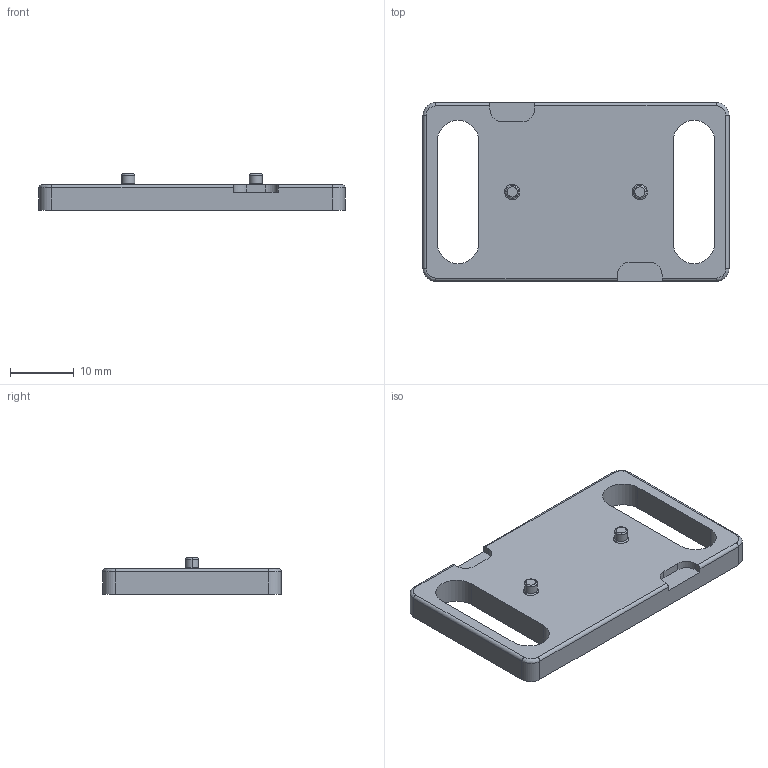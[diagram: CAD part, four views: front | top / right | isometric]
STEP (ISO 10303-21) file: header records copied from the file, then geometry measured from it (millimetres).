
FILE_DESCRIPTION (( 'STEP AP203' ), '1' );
FILE_NAME ('205610100_c_1.STEP', '2022-09-30T01:50:03', ( '' ), ( '' ), 'SwSTEP 2.0', 'SolidWorks 2014', '' );
FILE_SCHEMA (( 'CONFIG_CONTROL_DESIGN' ));
Length unit declared in the file: millimetre
Products named in the file (1): 205610100_c_1
Bounding box: 48 x 28 x 5.7 mm (x, y, z)
Volume: 4206.5 mm3; surface area: 3175 mm2
Topology: 1 solids, 1 shells, 64 faces, 154 edges, 96 vertices
Faces by surface type: cylinder 26, plane 22, bspline 12, cone 4
Entity records: 2263 total; most frequent: CARTESIAN_POINT 707, DIRECTION 312, ORIENTED_EDGE 308, EDGE_CURVE 154, AXIS2_PLACEMENT_3D 117, VERTEX_POINT 96, LINE 78, VECTOR 78
